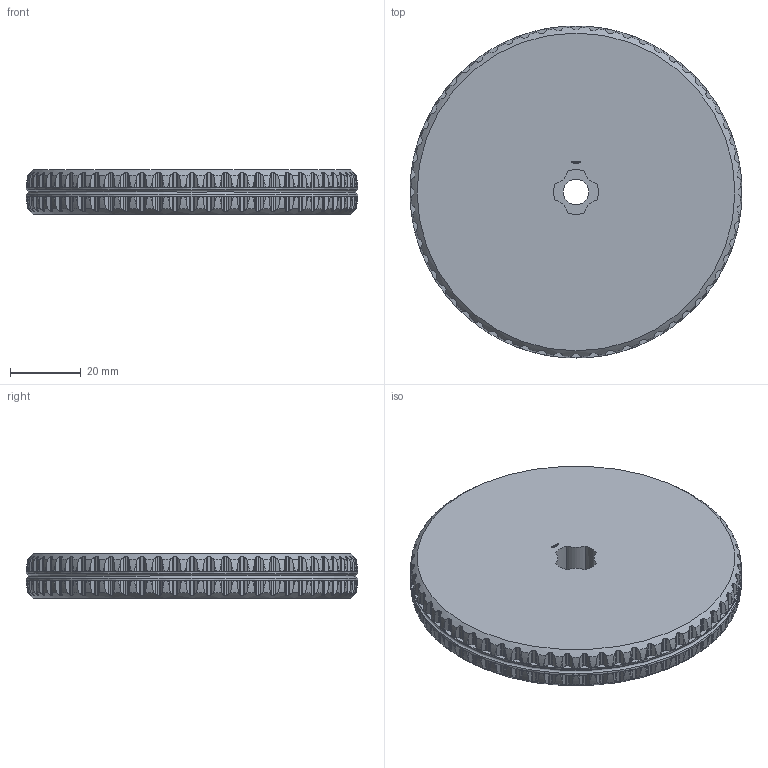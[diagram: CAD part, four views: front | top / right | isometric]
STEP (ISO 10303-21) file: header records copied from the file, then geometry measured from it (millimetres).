
FILE_DESCRIPTION(('FreeCAD Model'),'2;1');
FILE_NAME('Open CASCADE Shape Model','2024-12-31T23:14:10',(''),(''), 'Open CASCADE STEP processor 7.8','FreeCAD','Unknown');
FILE_SCHEMA(('AUTOMOTIVE_DESIGN { 1 0 10303 214 1 1 1 1 }'));
Products named in the file (1): Wheel GND TTRD PLN BU07.50x01.00 - SPN-WHL-0023 (stemfie.org)
Bounding box: 93.75 x 93.75 x 12.5 mm (x, y, z)
Volume: 82189.8 mm3; surface area: 18772 mm2
Topology: 1 solids, 1 shells, 1730 faces, 5016 edges, 3338 vertices
Faces by surface type: cylinder 736, plane 693, extrusion 148, torus 122, cone 31
Full cylindrical faces by diameter (mm): 2 x4, 7.2 x2, 93.75 x2
Entity records: 80556 total; most frequent: CARTESIAN_POINT 36021, ORIENTED_EDGE 10032, DIRECTION 8463, EDGE_CURVE 5016, VERTEX_POINT 3338, AXIS2_PLACEMENT_3D 2979, VECTOR 2505, LINE 2357
